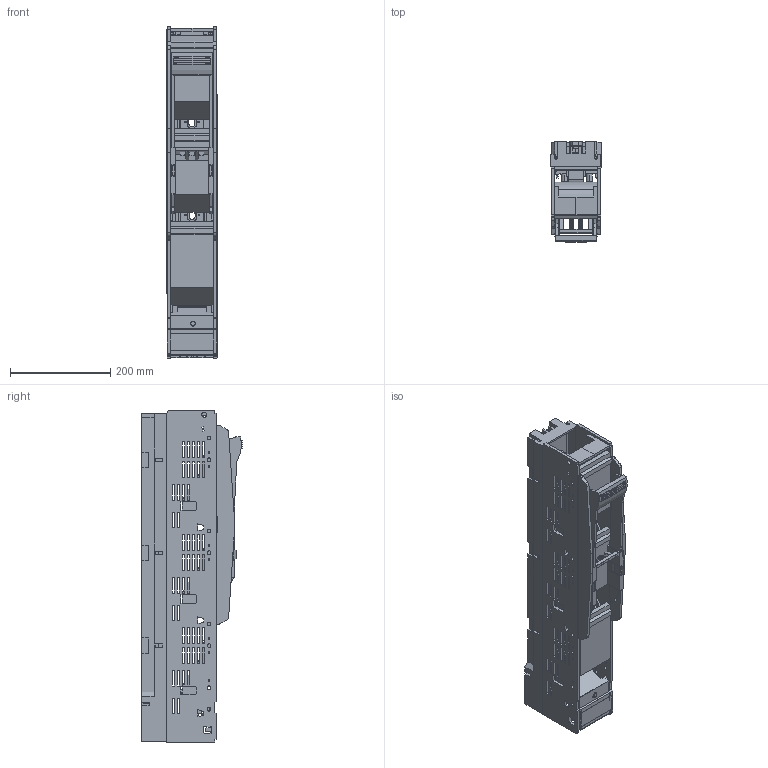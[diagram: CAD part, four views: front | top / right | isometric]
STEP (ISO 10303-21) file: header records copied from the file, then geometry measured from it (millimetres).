
FILE_DESCRIPTION(('CATIA V5 STEP'),'2;1');
FILE_NAME('L0605_NH-Wandlerlastschaltleiste_SL3_3x3_9_KM2G_F_W.stp','2018-09-12T11:13:27+00:00',('none'),('Jean Müller GmbH'),'CATIA Version 5 Release 19 SP 9 (IN-10)','CATIA V5 STEP AP214','none');
FILE_SCHEMA(('AUTOMOTIVE_DESIGN { 1 0 10303 214 1 1 1 1 }'));
Products named in the file (1): L0605_NH-Wandlerlastschaltleiste SL3-3x3/9/KM2G-F/W
Bounding box: 100.74 x 200.64 x 661 mm (x, y, z)
Volume: 3327460.4 mm3; surface area: 1133536.1 mm2
Topology: 20 solids, 20 shells, 2974 faces, 8092 edges, 5131 vertices
Faces by surface type: plane 2477, cylinder 321, bspline 129, cone 47
Entity records: 96181 total; most frequent: CARTESIAN_POINT 25706, ORIENTED_EDGE 16172, DIRECTION 11497, EDGE_CURVE 8086, VECTOR 6623, LINE 6623, VERTEX_POINT 5131, EDGE_LOOP 3357
